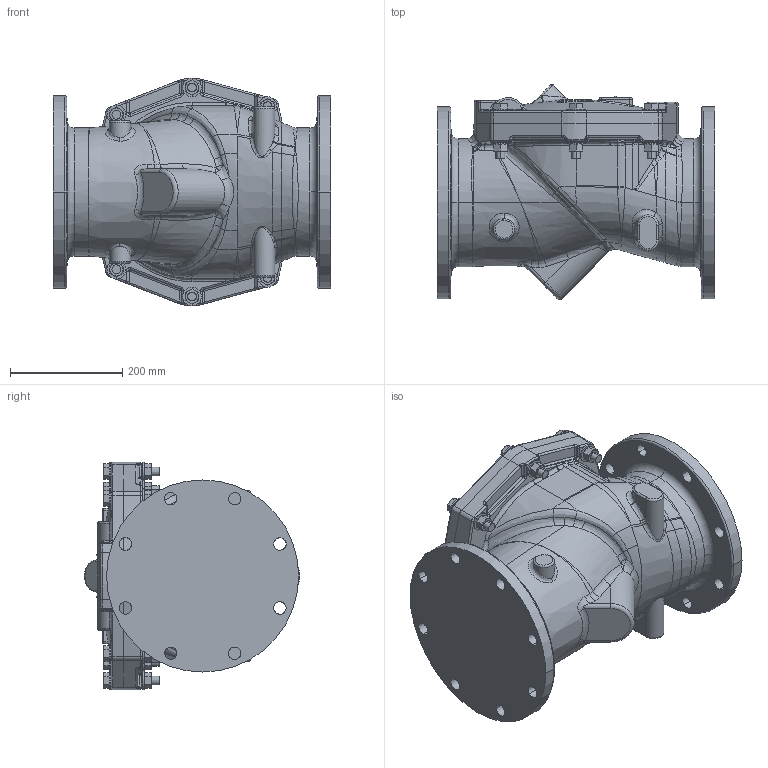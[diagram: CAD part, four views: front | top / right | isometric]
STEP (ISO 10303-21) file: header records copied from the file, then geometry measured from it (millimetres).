
FILE_DESCRIPTION((''),'2;1');
FILE_NAME('508A_SW0002','2020-06-08T09:14:36',('tomb'),(''),'CREO PARAMETRIC BY PTC INC, 2020053','CREO PARAMETRIC BY PTC INC, 2020053','');
FILE_SCHEMA(('CONFIG_CONTROL_DESIGN'));
Products named in the file (1): 508A_SW0002
Bounding box: 495.3 x 383.96 x 406.39 mm (x, y, z)
Volume: 33831301.4 mm3; surface area: 942106.3 mm2
Topology: 1 solids, 1 shells, 1003 faces, 2326 edges, 1369 vertices
Faces by surface type: bspline 322, cylinder 256, plane 205, cone 112, torus 69, sphere 35, extrusion 2, revolution 2
Entity records: 64203 total; most frequent: CARTESIAN_POINT 43851, ORIENTED_EDGE 4640, DIRECTION 3647, EDGE_CURVE 2320, AXIS2_PLACEMENT_3D 1554, VERTEX_POINT 1369, EDGE_LOOP 1089, FACE_OUTER_BOUND 1003
